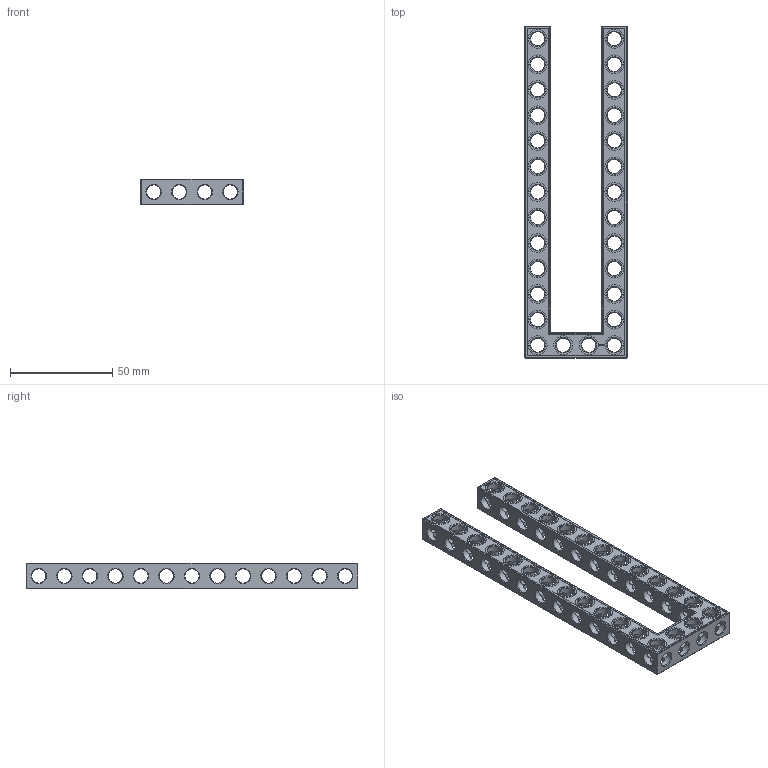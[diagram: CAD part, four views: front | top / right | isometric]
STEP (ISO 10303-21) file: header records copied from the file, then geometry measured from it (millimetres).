
FILE_DESCRIPTION(('FreeCAD Model'),'2;1');
FILE_NAME('Open CASCADE Shape Model','2022-02-23T00:48:21',( 'Paulo Kiefe'),('STEMFIE.org'),'Open CASCADE STEP processor 7.4', 'FreeCAD','Unknown');
FILE_SCHEMA(('AUTOMOTIVE_DESIGN { 1 0 10303 214 1 1 1 1 }'));
Products named in the file (1): Beam_AGD_ESS_USH_SYM_BU04x13x01_-_SPN-BEM-0331_(stemfie.org)
Bounding box: 50 x 162.5 x 12.5 mm (x, y, z)
Volume: 27367.6 mm3; surface area: 24485.9 mm2
Topology: 1 solids, 1 shells, 866 faces, 2585 edges, 1669 vertices
Faces by surface type: plane 409, extrusion 174, cylinder 169, cone 114
Full cylindrical faces by diameter (mm): 6.98 x28, 7 x113, 9.2 x28
Entity records: 181811 total; most frequent: CARTESIAN_POINT 133665, DIRECTION 7649, ORIENTED_EDGE 5170, PCURVE 5170, DEFINITIONAL_REPRESENTATION 5170, VECTOR 5135, LINE 4961, EDGE_CURVE 2585
